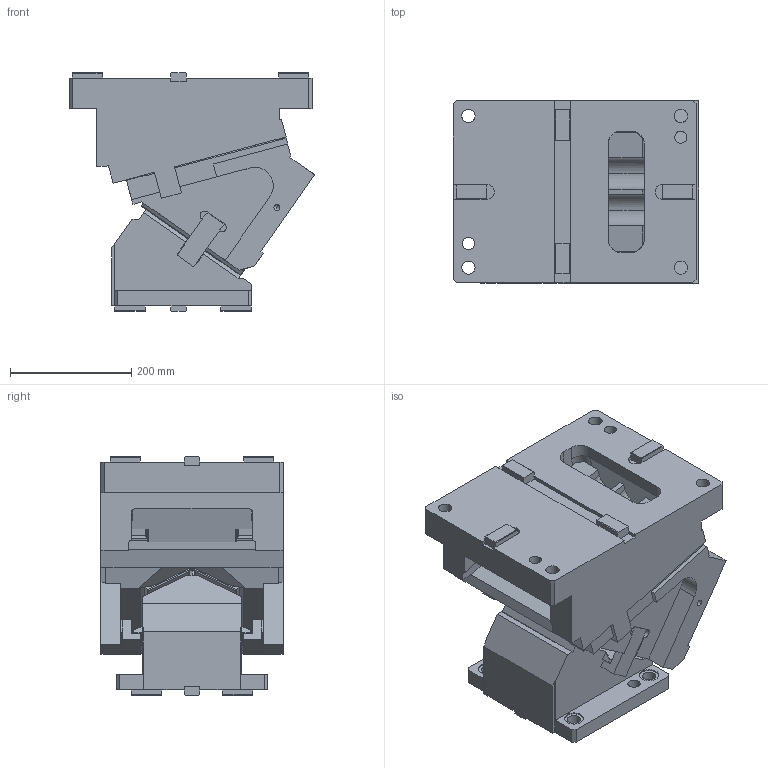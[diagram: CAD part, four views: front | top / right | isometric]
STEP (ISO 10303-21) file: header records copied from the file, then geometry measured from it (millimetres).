
FILE_DESCRIPTION(('CATIA V5 STEP Exchange'),'2;1');
FILE_NAME('CACV_300_35.stp','2015-04-24T14:17:00+00:00',('none'),('none'),'CATIA Version 5 Release 19 SP 2 (IN-10)','CATIA V5 STEP AP203','none');
FILE_SCHEMA(('CONFIG_CONTROL_DESIGN'));
Length unit declared in the file: millimetre
Products named in the file (1): CACV_300_35
Bounding box: 404.52 x 300 x 393 mm (x, y, z)
Volume: 24212864.3 mm3; surface area: 1220858.2 mm2
Topology: 3 solids, 9 shells, 593 faces, 1708 edges, 1119 vertices
Faces by surface type: plane 409, cylinder 154, cone 18, extrusion 6, bspline 4, torus 2
Entity records: 19944 total; most frequent: CARTESIAN_POINT 4909, ORIENTED_EDGE 3380, DIRECTION 2608, EDGE_CURVE 1690, VECTOR 1365, LINE 1359, VERTEX_POINT 1119, AXIS2_PLACEMENT_3D 717
